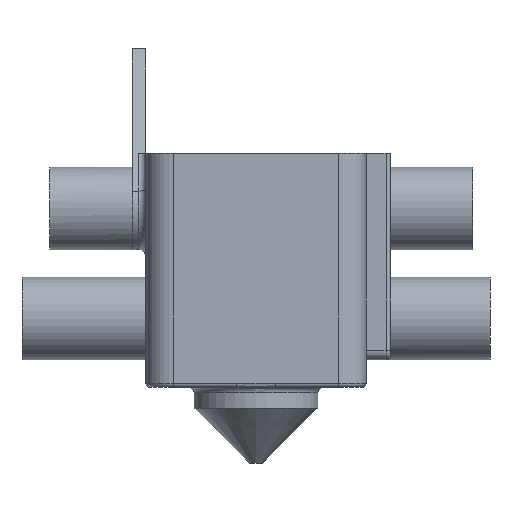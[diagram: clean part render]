
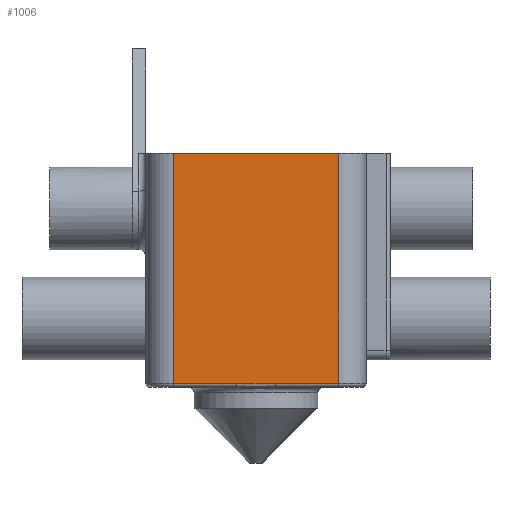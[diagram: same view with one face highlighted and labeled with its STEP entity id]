
A CAD part, left-side view. The second image highlights one B-rep face of the part: STEP entity #1006.
In plain terms, the highlighted planar face has unit normal (-1, 0, 0).
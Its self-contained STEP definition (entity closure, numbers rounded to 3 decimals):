
#55 = CYLINDRICAL_SURFACE('',#56,2.);
#56 = AXIS2_PLACEMENT_3D('',#57,#58,#59);
#57 = CARTESIAN_POINT('',(2.,14.,0.));
#58 = DIRECTION('',(0.,0.,1.));
#59 = DIRECTION('',(-1.,0.,0.));
#139 = PLANE('',#140);
#140 = AXIS2_PLACEMENT_3D('',#141,#142,#143);
#141 = CARTESIAN_POINT('',(9.,8.,17.));
#142 = DIRECTION('',(0.,0.,1.));
#143 = DIRECTION('',(1.,0.,0.));
#295 = EDGE_CURVE('',#296,#298,#300,.T.);
#296 = VERTEX_POINT('',#297);
#297 = CARTESIAN_POINT('',(0.,14.,0.3));
#298 = VERTEX_POINT('',#299);
#299 = CARTESIAN_POINT('',(0.,14.,17.));
#300 = SURFACE_CURVE('',#301,(#305,#312),.PCURVE_S1.);
#301 = LINE('',#302,#303);
#302 = CARTESIAN_POINT('',(0.,14.,0.));
#303 = VECTOR('',#304,1.);
#304 = DIRECTION('',(0.,0.,1.));
#305 = PCURVE('',#55,#306);
#306 = DEFINITIONAL_REPRESENTATION('',(#307),#311);
#307 = LINE('',#308,#309);
#308 = CARTESIAN_POINT('',(-0.,0.));
#309 = VECTOR('',#310,1.);
#310 = DIRECTION('',(-0.,1.));
#311 = ( GEOMETRIC_REPRESENTATION_CONTEXT(2) 
PARAMETRIC_REPRESENTATION_CONTEXT() REPRESENTATION_CONTEXT('2D SPACE',''
  ) );
#312 = PCURVE('',#313,#318);
#313 = PLANE('',#314);
#314 = AXIS2_PLACEMENT_3D('',#315,#316,#317);
#315 = CARTESIAN_POINT('',(0.,16.,0.));
#316 = DIRECTION('',(1.,0.,0.));
#317 = DIRECTION('',(0.,-1.,0.));
#318 = DEFINITIONAL_REPRESENTATION('',(#319),#323);
#319 = LINE('',#320,#321);
#320 = CARTESIAN_POINT('',(2.,0.));
#321 = VECTOR('',#322,1.);
#322 = DIRECTION('',(0.,-1.));
#323 = ( GEOMETRIC_REPRESENTATION_CONTEXT(2) 
PARAMETRIC_REPRESENTATION_CONTEXT() REPRESENTATION_CONTEXT('2D SPACE',''
  ) );
#463 = EDGE_CURVE('',#298,#464,#466,.T.);
#464 = VERTEX_POINT('',#465);
#465 = CARTESIAN_POINT('',(0.,2.,17.));
#466 = SURFACE_CURVE('',#467,(#471,#478),.PCURVE_S1.);
#467 = LINE('',#468,#469);
#468 = CARTESIAN_POINT('',(0.,16.,17.));
#469 = VECTOR('',#470,1.);
#470 = DIRECTION('',(0.,-1.,0.));
#471 = PCURVE('',#139,#472);
#472 = DEFINITIONAL_REPRESENTATION('',(#473),#477);
#473 = LINE('',#474,#475);
#474 = CARTESIAN_POINT('',(-9.,8.));
#475 = VECTOR('',#476,1.);
#476 = DIRECTION('',(0.,-1.));
#477 = ( GEOMETRIC_REPRESENTATION_CONTEXT(2) 
PARAMETRIC_REPRESENTATION_CONTEXT() REPRESENTATION_CONTEXT('2D SPACE',''
  ) );
#478 = PCURVE('',#313,#479);
#479 = DEFINITIONAL_REPRESENTATION('',(#480),#484);
#480 = LINE('',#481,#482);
#481 = CARTESIAN_POINT('',(0.,-17.));
#482 = VECTOR('',#483,1.);
#483 = DIRECTION('',(1.,0.));
#484 = ( GEOMETRIC_REPRESENTATION_CONTEXT(2) 
PARAMETRIC_REPRESENTATION_CONTEXT() REPRESENTATION_CONTEXT('2D SPACE',''
  ) );
#503 = CYLINDRICAL_SURFACE('',#504,2.);
#504 = AXIS2_PLACEMENT_3D('',#505,#506,#507);
#505 = CARTESIAN_POINT('',(2.,2.,0.));
#506 = DIRECTION('',(0.,0.,1.));
#507 = DIRECTION('',(-1.,0.,0.));
#1006 = ADVANCED_FACE('',(#1007),#313,.F.);
#1007 = FACE_BOUND('',#1008,.F.);
#1008 = EDGE_LOOP('',(#1009,#1010,#1011,#1034,#1062,#1125));
#1009 = ORIENTED_EDGE('',*,*,#295,.T.);
#1010 = ORIENTED_EDGE('',*,*,#463,.T.);
#1011 = ORIENTED_EDGE('',*,*,#1012,.F.);
#1012 = EDGE_CURVE('',#1013,#464,#1015,.T.);
#1013 = VERTEX_POINT('',#1014);
#1014 = CARTESIAN_POINT('',(0.,2.,0.3));
#1015 = SURFACE_CURVE('',#1016,(#1020,#1027),.PCURVE_S1.);
#1016 = LINE('',#1017,#1018);
#1017 = CARTESIAN_POINT('',(0.,2.,0.));
#1018 = VECTOR('',#1019,1.);
#1019 = DIRECTION('',(0.,0.,1.));
#1020 = PCURVE('',#313,#1021);
#1021 = DEFINITIONAL_REPRESENTATION('',(#1022),#1026);
#1022 = LINE('',#1023,#1024);
#1023 = CARTESIAN_POINT('',(14.,0.));
#1024 = VECTOR('',#1025,1.);
#1025 = DIRECTION('',(0.,-1.));
#1026 = ( GEOMETRIC_REPRESENTATION_CONTEXT(2) 
PARAMETRIC_REPRESENTATION_CONTEXT() REPRESENTATION_CONTEXT('2D SPACE',''
  ) );
#1027 = PCURVE('',#503,#1028);
#1028 = DEFINITIONAL_REPRESENTATION('',(#1029),#1033);
#1029 = LINE('',#1030,#1031);
#1030 = CARTESIAN_POINT('',(0.,0.));
#1031 = VECTOR('',#1032,1.);
#1032 = DIRECTION('',(0.,1.));
#1033 = ( GEOMETRIC_REPRESENTATION_CONTEXT(2) 
PARAMETRIC_REPRESENTATION_CONTEXT() REPRESENTATION_CONTEXT('2D SPACE',''
  ) );
#1034 = ORIENTED_EDGE('',*,*,#1035,.F.);
#1035 = EDGE_CURVE('',#1036,#1013,#1038,.T.);
#1036 = VERTEX_POINT('',#1037);
#1037 = CARTESIAN_POINT('',(0.,6.614,0.3));
#1038 = SURFACE_CURVE('',#1039,(#1043,#1050),.PCURVE_S1.);
#1039 = LINE('',#1040,#1041);
#1040 = CARTESIAN_POINT('',(0.,14.,0.3));
#1041 = VECTOR('',#1042,1.);
#1042 = DIRECTION('',(0.,-1.,0.));
#1043 = PCURVE('',#313,#1044);
#1044 = DEFINITIONAL_REPRESENTATION('',(#1045),#1049);
#1045 = LINE('',#1046,#1047);
#1046 = CARTESIAN_POINT('',(2.,-0.3));
#1047 = VECTOR('',#1048,1.);
#1048 = DIRECTION('',(1.,0.));
#1049 = ( GEOMETRIC_REPRESENTATION_CONTEXT(2) 
PARAMETRIC_REPRESENTATION_CONTEXT() REPRESENTATION_CONTEXT('2D SPACE',''
  ) );
#1050 = PCURVE('',#1051,#1056);
#1051 = CYLINDRICAL_SURFACE('',#1052,0.3);
#1052 = AXIS2_PLACEMENT_3D('',#1053,#1054,#1055);
#1053 = CARTESIAN_POINT('',(0.3,14.,0.3));
#1054 = DIRECTION('',(0.,-1.,0.));
#1055 = DIRECTION('',(-1.,-0.,0.));
#1056 = DEFINITIONAL_REPRESENTATION('',(#1057),#1061);
#1057 = LINE('',#1058,#1059);
#1058 = CARTESIAN_POINT('',(0.,0.));
#1059 = VECTOR('',#1060,1.);
#1060 = DIRECTION('',(0.,1.));
#1061 = ( GEOMETRIC_REPRESENTATION_CONTEXT(2) 
PARAMETRIC_REPRESENTATION_CONTEXT() REPRESENTATION_CONTEXT('2D SPACE',''
  ) );
#1062 = ORIENTED_EDGE('',*,*,#1063,.F.);
#1063 = EDGE_CURVE('',#1064,#1036,#1066,.T.);
#1064 = VERTEX_POINT('',#1065);
#1065 = CARTESIAN_POINT('',(0.,9.386,0.3));
#1066 = SURFACE_CURVE('',#1067,(#1077,#1090),.PCURVE_S1.);
#1067 = ( BOUNDED_CURVE() B_SPLINE_CURVE(8,(#1068,#1069,#1070,#1071,
    #1072,#1073,#1074,#1075,#1076),.UNSPECIFIED.,.F.,.F.) 
B_SPLINE_CURVE_WITH_KNOTS((9,9),(21.756,24.527),
.PIECEWISE_BEZIER_KNOTS.) CURVE() GEOMETRIC_REPRESENTATION_ITEM() 
RATIONAL_B_SPLINE_CURVE((1.,1.,1.,1.,1.,1.,1.,1.,1.)) 
REPRESENTATION_ITEM('') );
#1068 = CARTESIAN_POINT('',(0.,9.386,0.3));
#1069 = CARTESIAN_POINT('',(0.,9.039,0.3));
#1070 = CARTESIAN_POINT('',(0.,8.693,
    0.284));
#1071 = CARTESIAN_POINT('',(0.,8.346,
    0.267));
#1072 = CARTESIAN_POINT('',(0.,8.,0.258));
#1073 = CARTESIAN_POINT('',(0.,7.654,
    0.267));
#1074 = CARTESIAN_POINT('',(0.,7.307,
    0.284));
#1075 = CARTESIAN_POINT('',(0.,6.961,0.3));
#1076 = CARTESIAN_POINT('',(0.,6.614,0.3));
#1077 = PCURVE('',#313,#1078);
#1078 = DEFINITIONAL_REPRESENTATION('',(#1079),#1089);
#1079 = B_SPLINE_CURVE_WITH_KNOTS('',8,(#1080,#1081,#1082,#1083,#1084,
    #1085,#1086,#1087,#1088),.UNSPECIFIED.,.F.,.F.,(9,9),(
    21.756,24.527),.PIECEWISE_BEZIER_KNOTS.);
#1080 = CARTESIAN_POINT('',(6.614,-0.3));
#1081 = CARTESIAN_POINT('',(6.961,-0.3));
#1082 = CARTESIAN_POINT('',(7.307,-0.284));
#1083 = CARTESIAN_POINT('',(7.654,-0.267));
#1084 = CARTESIAN_POINT('',(8.,-0.258));
#1085 = CARTESIAN_POINT('',(8.346,-0.267));
#1086 = CARTESIAN_POINT('',(8.693,-0.284));
#1087 = CARTESIAN_POINT('',(9.039,-0.3));
#1088 = CARTESIAN_POINT('',(9.386,-0.3));
#1089 = ( GEOMETRIC_REPRESENTATION_CONTEXT(2) 
PARAMETRIC_REPRESENTATION_CONTEXT() REPRESENTATION_CONTEXT('2D SPACE',''
  ) );
#1090 = PCURVE('',#1091,#1119);
#1091 = ( BOUNDED_SURFACE() B_SPLINE_SURFACE(2,8,(
    (#1092,#1093,#1094,#1095,#1096,#1097,#1098,#1099,#1100)
    ,(#1101,#1102,#1103,#1104,#1105,#1106,#1107,#1108,#1109)
    ,(#1110,#1111,#1112,#1113,#1114,#1115,#1116,#1117,#1118
)),.UNSPECIFIED.,.F.,.F.,.F.) B_SPLINE_SURFACE_WITH_KNOTS((3,3),(9,9),(
    0.,2.771),(21.756,24.527),
.PIECEWISE_BEZIER_KNOTS.) GEOMETRIC_REPRESENTATION_ITEM() 
RATIONAL_B_SPLINE_SURFACE((
    (1.,1.,1.,1.,1.,1.,1.,1.,1.)
    ,(0.707,0.756,0.789,0.809
      ,0.814,0.809,0.789,0.756
      ,0.707)
,(1.,1.,1.,1.,1.,1.,1.,1.,1.))) REPRESENTATION_ITEM('') SURFACE() );
#1092 = CARTESIAN_POINT('',(0.,9.386,0.3));
#1093 = CARTESIAN_POINT('',(0.,9.039,0.3));
#1094 = CARTESIAN_POINT('',(0.,8.693,
    0.284));
#1095 = CARTESIAN_POINT('',(0.,8.346,
    0.267));
#1096 = CARTESIAN_POINT('',(0.,8.,0.258));
#1097 = CARTESIAN_POINT('',(0.,7.654,
    0.267));
#1098 = CARTESIAN_POINT('',(0.,7.307,
    0.284));
#1099 = CARTESIAN_POINT('',(0.,6.961,0.3));
#1100 = CARTESIAN_POINT('',(0.,6.614,0.3));
#1101 = CARTESIAN_POINT('',(0.,9.386,
    0.));
#1102 = CARTESIAN_POINT('',(0.,9.062,
    0.039));
#1103 = CARTESIAN_POINT('',(0.,8.716,
    0.051));
#1104 = CARTESIAN_POINT('',(0.,8.36,
    0.049));
#1105 = CARTESIAN_POINT('',(0.,8.,0.044));
#1106 = CARTESIAN_POINT('',(0.,7.64,
    0.049));
#1107 = CARTESIAN_POINT('',(0.,7.284,
    0.051));
#1108 = CARTESIAN_POINT('',(0.,6.938,
    0.039));
#1109 = CARTESIAN_POINT('',(0.,6.614,
    0.));
#1110 = CARTESIAN_POINT('',(0.3,9.386,0.));
#1111 = CARTESIAN_POINT('',(0.258,9.039,
    0.));
#1112 = CARTESIAN_POINT('',(0.227,8.693,
    -0.01));
#1113 = CARTESIAN_POINT('',(0.208,8.346,
    -0.019));
#1114 = CARTESIAN_POINT('',(0.202,8.,-0.024));
#1115 = CARTESIAN_POINT('',(0.208,7.654,
    -0.019));
#1116 = CARTESIAN_POINT('',(0.227,7.307,
    -0.01));
#1117 = CARTESIAN_POINT('',(0.258,6.961,
    0.));
#1118 = CARTESIAN_POINT('',(0.3,6.614,0.));
#1119 = DEFINITIONAL_REPRESENTATION('',(#1120),#1124);
#1120 = LINE('',#1121,#1122);
#1121 = CARTESIAN_POINT('',(0.,0.));
#1122 = VECTOR('',#1123,1.);
#1123 = DIRECTION('',(0.,1.));
#1124 = ( GEOMETRIC_REPRESENTATION_CONTEXT(2) 
PARAMETRIC_REPRESENTATION_CONTEXT() REPRESENTATION_CONTEXT('2D SPACE',''
  ) );
#1125 = ORIENTED_EDGE('',*,*,#1126,.F.);
#1126 = EDGE_CURVE('',#296,#1064,#1127,.T.);
#1127 = SURFACE_CURVE('',#1128,(#1132,#1139),.PCURVE_S1.);
#1128 = LINE('',#1129,#1130);
#1129 = CARTESIAN_POINT('',(0.,14.,0.3));
#1130 = VECTOR('',#1131,1.);
#1131 = DIRECTION('',(0.,-1.,0.));
#1132 = PCURVE('',#313,#1133);
#1133 = DEFINITIONAL_REPRESENTATION('',(#1134),#1138);
#1134 = LINE('',#1135,#1136);
#1135 = CARTESIAN_POINT('',(2.,-0.3));
#1136 = VECTOR('',#1137,1.);
#1137 = DIRECTION('',(1.,0.));
#1138 = ( GEOMETRIC_REPRESENTATION_CONTEXT(2) 
PARAMETRIC_REPRESENTATION_CONTEXT() REPRESENTATION_CONTEXT('2D SPACE',''
  ) );
#1139 = PCURVE('',#1140,#1145);
#1140 = CYLINDRICAL_SURFACE('',#1141,0.3);
#1141 = AXIS2_PLACEMENT_3D('',#1142,#1143,#1144);
#1142 = CARTESIAN_POINT('',(0.3,14.,0.3));
#1143 = DIRECTION('',(0.,-1.,0.));
#1144 = DIRECTION('',(-1.,-0.,0.));
#1145 = DEFINITIONAL_REPRESENTATION('',(#1146),#1150);
#1146 = LINE('',#1147,#1148);
#1147 = CARTESIAN_POINT('',(0.,0.));
#1148 = VECTOR('',#1149,1.);
#1149 = DIRECTION('',(0.,1.));
#1150 = ( GEOMETRIC_REPRESENTATION_CONTEXT(2) 
PARAMETRIC_REPRESENTATION_CONTEXT() REPRESENTATION_CONTEXT('2D SPACE',''
  ) );
